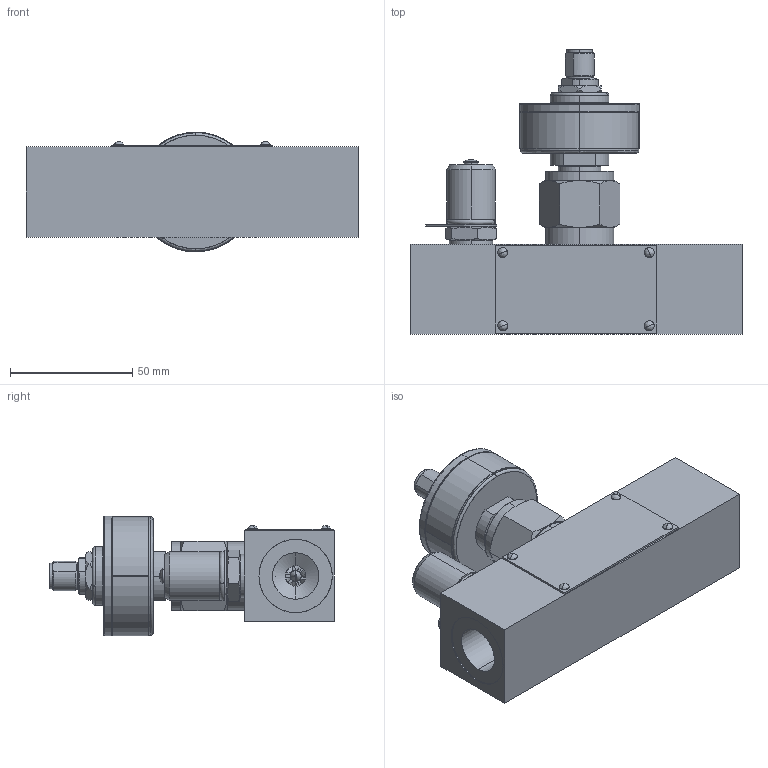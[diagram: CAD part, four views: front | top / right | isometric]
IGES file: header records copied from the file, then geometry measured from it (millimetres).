
Start section: SolidWorks IGES file using analytic representation for surfaces
Global section: file name: FT9500-02.IGS; native system: SolidWorks 2011; preprocessor: SolidWorks 2011; author: afp; date: 120817.132257; units: millimetre
Bounding box: 136 x 116.69 x 49 mm (x, y, z)
Surface area: 79742.6 mm2 (no closed solid volume)
Topology: 0 solids, 0 shells, 909 faces, 13793 edges, 13769 vertices
Faces by surface type: revolution 555, bspline 354
